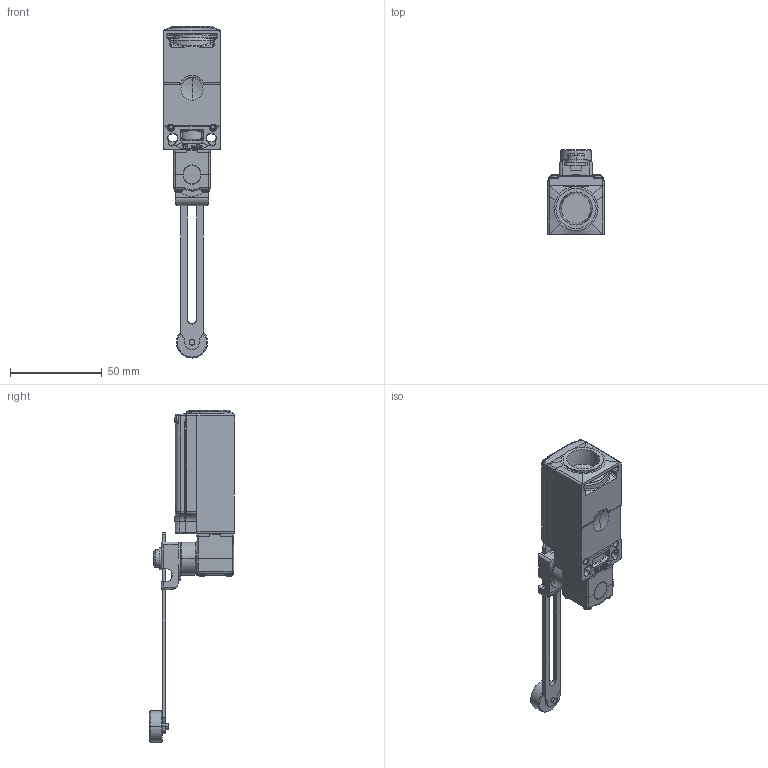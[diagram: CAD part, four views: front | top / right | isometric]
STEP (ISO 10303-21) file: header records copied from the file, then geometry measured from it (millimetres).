
FILE_DESCRIPTION((''),'2;1');
FILE_NAME('1336789_SW0001','2016-06-03T',('sharbsmeier'),('.steute Schaltgeräte GmbH, Löhne'),'PRO/ENGINEER BY PARAMETRIC TECHNOLOGY CORPORATION, 2015070','PRO/ENGINEER BY PARAMETRIC TECHNOLOGY CORPORATION, 2015070','');
FILE_SCHEMA(('CONFIG_CONTROL_DESIGN'));
Length unit declared in the file: millimetre
Products named in the file (1): 1336789_SW0001
Bounding box: 31 x 46.4 x 181 mm (x, y, z)
Surface area: 19360.2 mm2 (no closed solid volume)
Topology: 0 solids, 31 shells, 469 faces, 1765 edges, 1320 vertices
Faces by surface type: plane 183, cylinder 142, bspline 77, cone 24, sphere 22, torus 19, extrusion 2
Entity records: 23884 total; most frequent: CARTESIAN_POINT 9940, ORIENTED_EDGE 2690, DIRECTION 2629, EDGE_CURVE 1762, VERTEX_POINT 1320, VECTOR 983, LINE 981, AXIS2_PLACEMENT_3D 823
